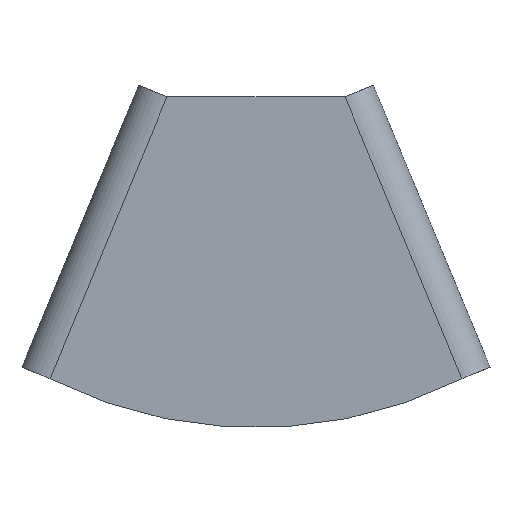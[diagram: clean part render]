
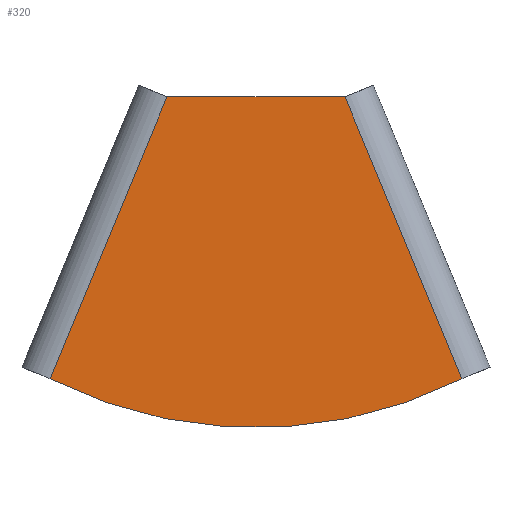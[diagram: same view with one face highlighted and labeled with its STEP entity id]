
A CAD part, front view. The second image highlights one B-rep face of the part: STEP entity #320.
In plain terms, the highlighted planar face has unit normal (0, -1, 0).
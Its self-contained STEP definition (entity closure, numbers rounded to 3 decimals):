
#6 = PLANE ( 'NONE',  #462 ) ;
#27 = DIRECTION ( 'NONE',  ( 0.383, 0., -0.924 ) ) ;
#31 = CARTESIAN_POINT ( 'NONE',  ( 17.5, -3., 30. ) ) ;
#84 = DIRECTION ( 'NONE',  ( 0., 0., -1. ) ) ;
#115 = VECTOR ( 'NONE', #173, 1000. ) ;
#123 = EDGE_CURVE ( 'NONE', #626, #572, #377, .T. ) ;
#126 = EDGE_CURVE ( 'NONE', #389, #761, #884, .T. ) ;
#173 = DIRECTION ( 'NONE',  ( -0.383, 0., -0.924 ) ) ;
#221 = CARTESIAN_POINT ( 'NONE',  ( -40.461, -3., -25.433 ) ) ;
#265 = CARTESIAN_POINT ( 'NONE',  ( 0., -3., 54.959 ) ) ;
#286 = DIRECTION ( 'NONE',  ( 0., -1., 0. ) ) ;
#313 = ORIENTED_EDGE ( 'NONE', *, *, #123, .F. ) ;
#320 = ADVANCED_FACE ( 'NONE', ( #565 ), #6, .T. ) ;
#332 = ORIENTED_EDGE ( 'NONE', *, *, #126, .T. ) ;
#363 = LINE ( 'NONE', #31, #665 ) ;
#377 = LINE ( 'NONE', #667, #530 ) ;
#389 = VERTEX_POINT ( 'NONE', #415 ) ;
#415 = CARTESIAN_POINT ( 'NONE',  ( -17.5, -3., 30. ) ) ;
#416 = CIRCLE ( 'NONE', #591, 90. ) ;
#462 = AXIS2_PLACEMENT_3D ( 'NONE', #265, #286, #505 ) ;
#505 = DIRECTION ( 'NONE',  ( 0., 0., -1. ) ) ;
#529 = CARTESIAN_POINT ( 'NONE',  ( -17.5, -3., 30. ) ) ;
#530 = VECTOR ( 'NONE', #27, 1000. ) ;
#536 = EDGE_LOOP ( 'NONE', ( #313, #649, #332, #680 ) ) ;
#565 = FACE_OUTER_BOUND ( 'NONE', #536, .T. ) ;
#572 = VERTEX_POINT ( 'NONE', #622 ) ;
#591 = AXIS2_PLACEMENT_3D ( 'NONE', #799, #723, #84 ) ;
#622 = CARTESIAN_POINT ( 'NONE',  ( 40.461, -3., -25.433 ) ) ;
#626 = VERTEX_POINT ( 'NONE', #780 ) ;
#649 = ORIENTED_EDGE ( 'NONE', *, *, #913, .T. ) ;
#665 = VECTOR ( 'NONE', #684, 1000. ) ;
#667 = CARTESIAN_POINT ( 'NONE',  ( 17.5, -3., 30. ) ) ;
#680 = ORIENTED_EDGE ( 'NONE', *, *, #903, .T. ) ;
#684 = DIRECTION ( 'NONE',  ( -1., 0., 0. ) ) ;
#723 = DIRECTION ( 'NONE',  ( 0., -1., 0. ) ) ;
#761 = VERTEX_POINT ( 'NONE', #221 ) ;
#780 = CARTESIAN_POINT ( 'NONE',  ( 17.5, -3., 30. ) ) ;
#799 = CARTESIAN_POINT ( 'NONE',  ( 0., -3., 54.959 ) ) ;
#884 = LINE ( 'NONE', #529, #115 ) ;
#903 = EDGE_CURVE ( 'NONE', #761, #572, #416, .T. ) ;
#913 = EDGE_CURVE ( 'NONE', #626, #389, #363, .T. ) ;
